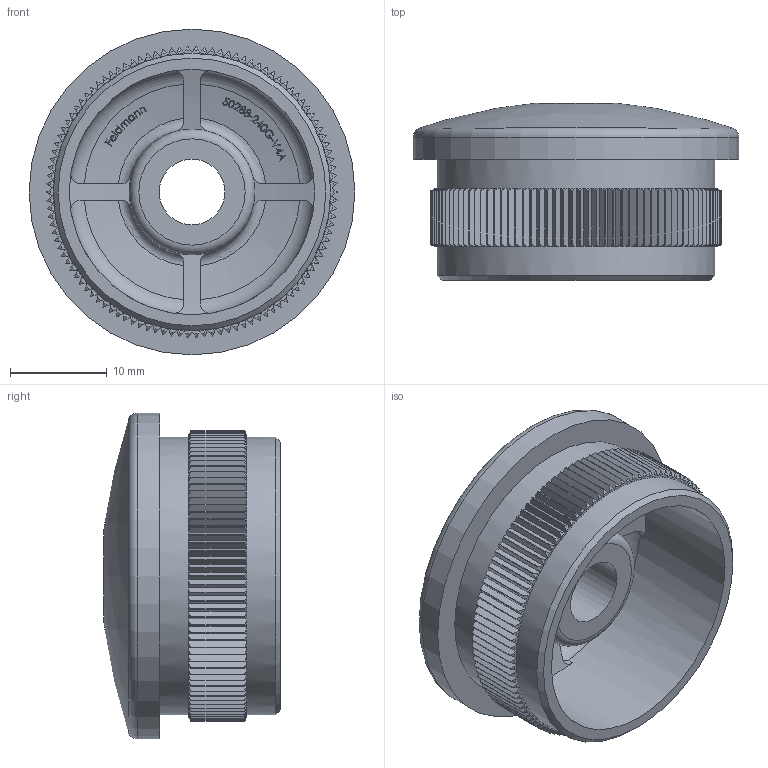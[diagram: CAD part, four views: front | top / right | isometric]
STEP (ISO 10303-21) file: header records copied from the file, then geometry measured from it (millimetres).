
FILE_DESCRIPTION (( 'STEP AP203' ), '1' );
FILE_NAME ('50288-240G-V4A.step', '2020-04-24T07:10:26', ( '' ), ( '' ), 'SwSTEP 2.0', 'SolidWorks 2015', '' );
FILE_SCHEMA (( 'CONFIG_CONTROL_DESIGN' ));
Length unit declared in the file: millimetre
Products named in the file (2): 50288-240G-V4A
Bounding box: 33.7 x 18.3 x 33.7 mm (x, y, z)
Volume: 5736.8 mm3; surface area: 5427.5 mm2
Topology: 1 solids, 1 shells, 1115 faces, 2786 edges, 1709 vertices
Faces by surface type: plane 579, cone 222, cylinder 132, bspline 129, sphere 43, torus 10
Full cylindrical faces by diameter (mm): 6.8 x1, 13 x1, 25.4 x1, 28.7 x2, 33.7 x1
Entity records: 38927 total; most frequent: CARTESIAN_POINT 13432, ORIENTED_EDGE 5546, DIRECTION 4971, EDGE_CURVE 2773, AXIS2_PLACEMENT_3D 1956, VERTEX_POINT 1706, EDGE_LOOP 1163, FACE_OUTER_BOUND 1124
